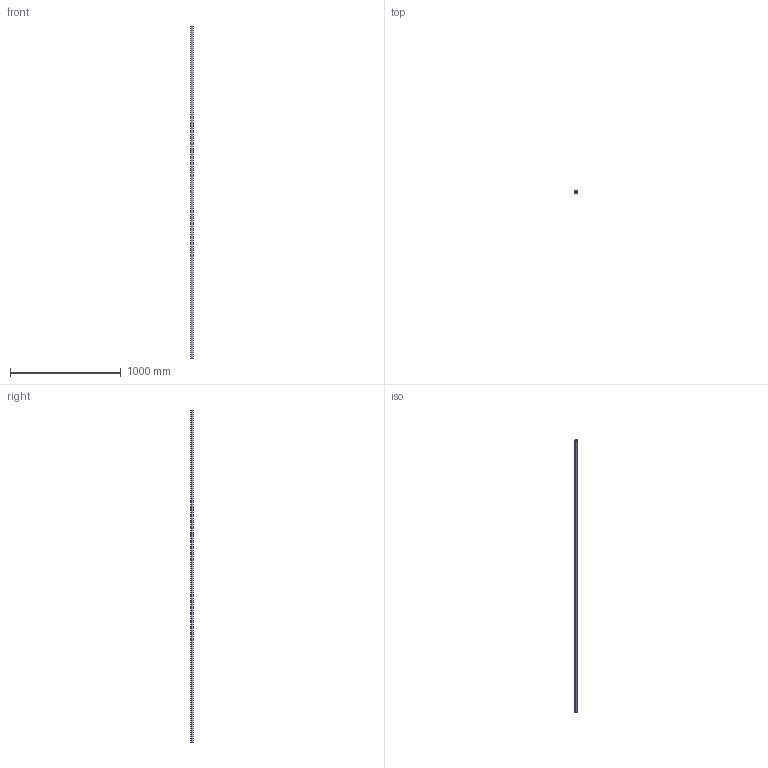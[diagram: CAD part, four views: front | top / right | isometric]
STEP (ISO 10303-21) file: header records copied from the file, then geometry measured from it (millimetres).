
FILE_DESCRIPTION (( 'STEP AP203' ), '1' );
FILE_NAME ('55300-240.STEP', '2020-08-04T07:44:30', ( '' ), ( '' ), 'SwSTEP 2.0', 'SolidWorks 2018', '' );
FILE_SCHEMA (( 'CONFIG_CONTROL_DESIGN' ));
Length unit declared in the file: millimetre
Products named in the file (1): 55300-240
Bounding box: 27 x 26.38 x 3000 mm (x, y, z)
Volume: 382950.3 mm3; surface area: 554794.5 mm2
Topology: 1 solids, 1 shells, 245 faces, 657 edges, 438 vertices
Faces by surface type: bspline 111, plane 100, cylinder 34
Entity records: 12476 total; most frequent: CARTESIAN_POINT 6978, ORIENTED_EDGE 1314, DIRECTION 789, EDGE_CURVE 657, VERTEX_POINT 438, VECTOR 315, LINE 315, EDGE_LOOP 269
